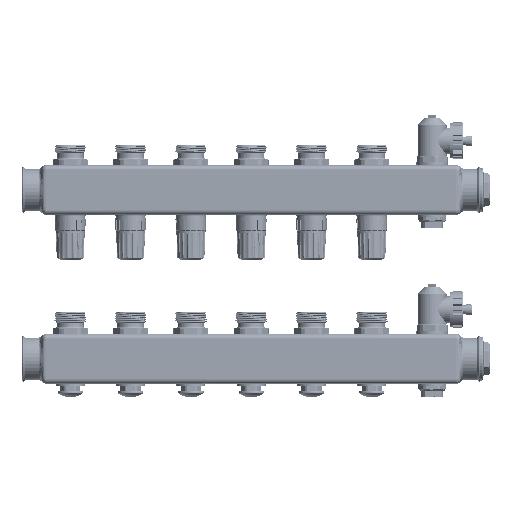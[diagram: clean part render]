
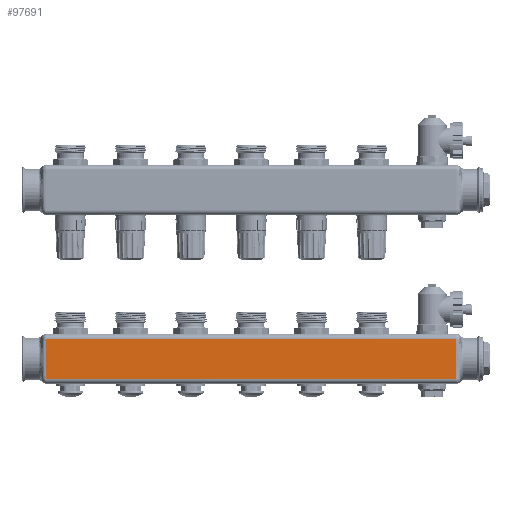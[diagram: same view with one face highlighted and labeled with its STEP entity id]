
A CAD part, front view. The second image highlights one B-rep face of the part: STEP entity #97691.
In plain terms, the highlighted planar face has unit normal (0, -1, 0).
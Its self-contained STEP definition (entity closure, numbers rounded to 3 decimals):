
#93531=CARTESIAN_POINT('',(19.869,-20.,
-16.5));
#93539=CARTESIAN_POINT('',(360.131,-20.,16.5));
#93540=CARTESIAN_POINT('',(360.131,-20.,16.5));
#93541=CARTESIAN_POINT('',(360.152,-20.,
16.011));
#93542=CARTESIAN_POINT('',(360.196,-20.,
15.056));
#93543=CARTESIAN_POINT('',(360.268,-20.,
13.66));
#93544=CARTESIAN_POINT('',(360.342,-20.,
12.351));
#93545=CARTESIAN_POINT('',(360.415,-20.,
11.15));
#93546=CARTESIAN_POINT('',(360.482,-20.,10.064));
#93547=CARTESIAN_POINT('',(360.543,-20.,
9.058));
#93548=CARTESIAN_POINT('',(360.599,-20.,8.084));
#93549=CARTESIAN_POINT('',(360.65,-20.,7.111));
#93550=CARTESIAN_POINT('',(360.696,-20.,6.135));
#93551=CARTESIAN_POINT('',(360.735,-20.,5.159));
#93552=CARTESIAN_POINT('',(360.767,-20.,4.16));
#93553=CARTESIAN_POINT('',(360.793,-20.,3.096));
#93554=CARTESIAN_POINT('',(360.812,-20.,1.923));
#93555=CARTESIAN_POINT('',(360.823,-20.,0.658));
#93556=CARTESIAN_POINT('',(360.823,-20.,-0.614));
#93557=CARTESIAN_POINT('',(360.813,-20.,-1.805));
#93558=CARTESIAN_POINT('',(360.796,-20.,-2.888));
#93559=CARTESIAN_POINT('',(360.774,-20.,-3.9));
#93560=CARTESIAN_POINT('',(360.744,-20.,-4.883));
#93561=CARTESIAN_POINT('',(360.707,-20.,-5.862));
#93562=CARTESIAN_POINT('',(360.664,-20.,-6.838));
#93563=CARTESIAN_POINT('',(360.614,-20.,-7.806));
#93564=CARTESIAN_POINT('',(360.559,-20.,-8.787));
#93565=CARTESIAN_POINT('',(360.497,-20.,-9.822));
#93566=CARTESIAN_POINT('',(360.427,-20.,-10.949));
#93567=CARTESIAN_POINT('',(360.353,-20.,-12.179));
#93568=CARTESIAN_POINT('',(360.276,-20.,-13.512));
#93569=CARTESIAN_POINT('',(360.2,-20.,-14.964));
#93570=CARTESIAN_POINT('',(360.154,-20.,-15.972));
#93571=CARTESIAN_POINT('',(360.131,-20.,-16.5));
#93572=CARTESIAN_POINT('',(360.131,-20.,-16.5));
#93574=CARTESIAN_POINT('',(19.869,-20.,-16.5));
#93575=CARTESIAN_POINT('',(19.869,-20.,-16.5));
#93576=CARTESIAN_POINT('',(19.847,-20.,
-15.999));
#93577=CARTESIAN_POINT('',(19.803,-20.,
-15.025));
#93578=CARTESIAN_POINT('',(19.729,-20.,
-13.613));
#93579=CARTESIAN_POINT('',(19.655,-20.,
-12.302));
#93580=CARTESIAN_POINT('',(19.582,-20.,
-11.107));
#93581=CARTESIAN_POINT('',(19.516,-20.,-10.025));
#93582=CARTESIAN_POINT('',(19.455,-20.,-9.022));
#93583=CARTESIAN_POINT('',(19.399,-20.,-8.048));
#93584=CARTESIAN_POINT('',(19.348,-20.,-7.074));
#93585=CARTESIAN_POINT('',(19.302,-20.,-6.098));
#93586=CARTESIAN_POINT('',(19.264,-20.,-5.121));
#93587=CARTESIAN_POINT('',(19.232,-20.,-4.123));
#93588=CARTESIAN_POINT('',(19.207,-20.,-3.06));
#93589=CARTESIAN_POINT('',(19.188,-20.,-1.887));
#93590=CARTESIAN_POINT('',(19.177,-20.,-0.621));
#93591=CARTESIAN_POINT('',(19.178,-20.,0.653));
#93592=CARTESIAN_POINT('',(19.187,-20.,1.845));
#93593=CARTESIAN_POINT('',(19.204,-20.,2.928));
#93594=CARTESIAN_POINT('',(19.228,-20.,3.939));
#93595=CARTESIAN_POINT('',(19.257,-20.,4.921));
#93596=CARTESIAN_POINT('',(19.294,-20.,5.898));
#93597=CARTESIAN_POINT('',(19.338,-20.,6.872));
#93598=CARTESIAN_POINT('',(19.388,-20.,7.839));
#93599=CARTESIAN_POINT('',(19.443,-20.,8.819));
#93600=CARTESIAN_POINT('',(19.505,-20.,9.855));
#93601=CARTESIAN_POINT('',(19.575,-20.,10.982));
#93602=CARTESIAN_POINT('',(19.649,-20.,12.207));
#93603=CARTESIAN_POINT('',(19.725,-20.,13.532));
#93604=CARTESIAN_POINT('',(19.8,-20.,14.973));
#93605=CARTESIAN_POINT('',(19.846,-20.,15.975));
#93606=CARTESIAN_POINT('',(19.869,-20.,16.5));
#94594=DIRECTION('',(-1.,0.,0.));
#94595=VECTOR('',#94594,340.263);
#94596=CARTESIAN_POINT('',(360.131,-20.,
16.5));
#94597=LINE('',#94596,#94595);
#94598=CARTESIAN_POINT('',(19.869,-20.,
16.5));
#95589=DIRECTION('',(1.,0.,0.));
#95590=VECTOR('',#95589,340.263);
#95591=CARTESIAN_POINT('',(19.869,-20.,
-16.5));
#95592=LINE('',#95591,#95590);
#96248=VERTEX_POINT('',#94598);
#96263=VERTEX_POINT('',#93531);
#96265=VERTEX_POINT('',#93539);
#96266=VERTEX_POINT('',#93572);
#97677=CARTESIAN_POINT('',(190.,-20.,0.));
#97678=DIRECTION('',(0.,1.,0.));
#97679=DIRECTION('',(1.,0.,0.));
#97680=AXIS2_PLACEMENT_3D('',#97677,#97678,#97679);
#97681=PLANE('',#97680);
#97683=ORIENTED_EDGE('',*,*,#97682,.T.);
#97685=ORIENTED_EDGE('',*,*,#97684,.F.);
#97686=ORIENTED_EDGE('',*,*,#97671,.T.);
#97688=ORIENTED_EDGE('',*,*,#97687,.F.);
#97689=EDGE_LOOP('',(#97683,#97685,#97686,#97688));
#97690=FACE_OUTER_BOUND('',#97689,.F.);
#97691=ADVANCED_FACE('',(#97690),#97681,.F.);
#93573=B_SPLINE_CURVE_WITH_KNOTS('',3,(#93539,#93540,#93541,#93542,#93543,
#93544,#93545,#93546,#93547,#93548,#93549,#93550,#93551,#93552,#93553,#93554,
#93555,#93556,#93557,#93558,#93559,#93560,#93561,#93562,#93563,#93564,#93565,
#93566,#93567,#93568,#93569,#93570,#93571,#93572),.UNSPECIFIED.,.F.,.F.,(4,1,1,
1,1,1,1,1,1,1,1,1,1,1,1,1,1,1,1,1,1,1,1,1,1,1,1,1,1,1,1,4),(0.,
0.,0.044,0.086,0.126,
0.163,0.195,0.225,0.254,
0.284,0.314,0.344,0.373,
0.405,0.44,0.48,0.52,
0.556,0.588,0.618,0.648,
0.678,0.708,0.737,0.766,
0.797,0.832,0.869,0.909,
0.952,1.,1.),.UNSPECIFIED.);
#93607=B_SPLINE_CURVE_WITH_KNOTS('',3,(#93574,#93575,#93576,#93577,#93578,
#93579,#93580,#93581,#93582,#93583,#93584,#93585,#93586,#93587,#93588,#93589,
#93590,#93591,#93592,#93593,#93594,#93595,#93596,#93597,#93598,#93599,#93600,
#93601,#93602,#93603,#93604,#93605,#93606),.UNSPECIFIED.,.F.,.F.,(4,1,1,1,1,1,1,
1,1,1,1,1,1,1,1,1,1,1,1,1,1,1,1,1,1,1,1,1,1,1,4),(0.,0.,
0.045,0.088,0.128,0.164,
0.196,0.226,0.255,0.285,
0.315,0.345,0.375,0.406,
0.441,0.481,0.521,0.557,
0.589,0.619,0.649,0.679,
0.709,0.738,0.767,0.798,
0.833,0.87,0.91,0.953,1.),
.UNSPECIFIED.);
#97671=EDGE_CURVE('',#96263,#96248,#93607,.T.);
#97682=EDGE_CURVE('',#96265,#96266,#93573,.T.);
#97684=EDGE_CURVE('',#96263,#96266,#95592,.T.);
#97687=EDGE_CURVE('',#96265,#96248,#94597,.T.);
